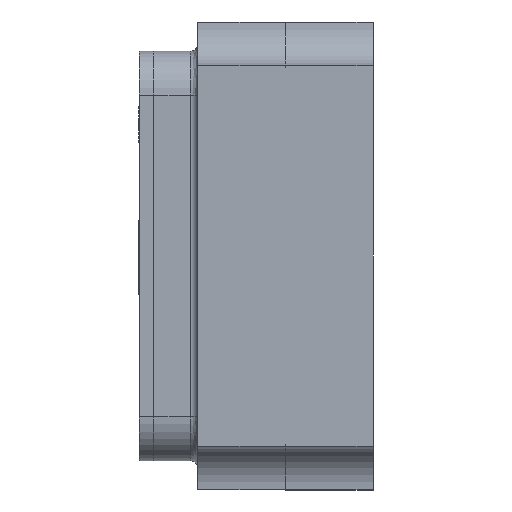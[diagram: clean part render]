
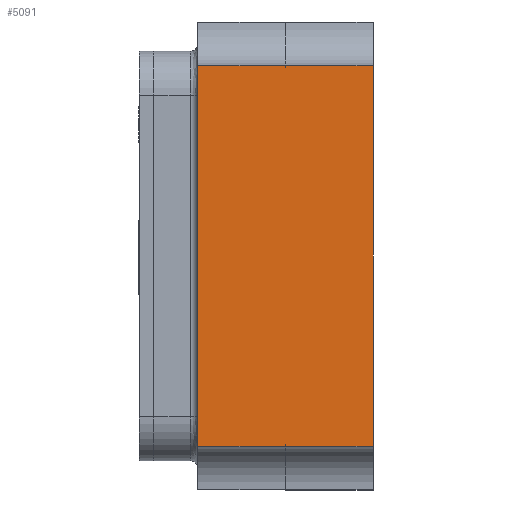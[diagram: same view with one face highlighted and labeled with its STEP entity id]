
A CAD part, left-side view. The second image highlights one B-rep face of the part: STEP entity #5091.
In plain terms, the highlighted planar face has unit normal (-1, 0, 0).
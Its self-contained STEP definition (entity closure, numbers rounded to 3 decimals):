
#91 = VECTOR ( 'NONE', #2965, 1000. ) ;
#888 = CARTESIAN_POINT ( 'NONE',  ( -1., 0.6, 0.65 ) ) ;
#922 = ORIENTED_EDGE ( 'NONE', *, *, #7394, .T. ) ;
#1177 = CARTESIAN_POINT ( 'NONE',  ( -1., 0.6, 0.65 ) ) ;
#1204 = DIRECTION ( 'NONE',  ( 0., -1., 0. ) ) ;
#1422 = CARTESIAN_POINT ( 'NONE',  ( -1., 0.3, -0.65 ) ) ;
#1427 = LINE ( 'NONE', #1177, #1647 ) ;
#1647 = VECTOR ( 'NONE', #1204, 1000. ) ;
#1762 = VECTOR ( 'NONE', #4333, 1000. ) ;
#1822 = VERTEX_POINT ( 'NONE', #888 ) ;
#1951 = CARTESIAN_POINT ( 'NONE',  ( -1., 0., -0.65 ) ) ;
#1972 = LINE ( 'NONE', #4424, #1762 ) ;
#2151 = VECTOR ( 'NONE', #8561, 1000. ) ;
#2169 = ORIENTED_EDGE ( 'NONE', *, *, #4951, .F. ) ;
#2322 = LINE ( 'NONE', #3453, #7960 ) ;
#2435 = VERTEX_POINT ( 'NONE', #4545 ) ;
#2448 = ORIENTED_EDGE ( 'NONE', *, *, #2662, .F. ) ;
#2662 = EDGE_CURVE ( 'NONE', #3137, #8819, #2322, .T. ) ;
#2965 = DIRECTION ( 'NONE',  ( 0., 1., 0. ) ) ;
#3123 = ORIENTED_EDGE ( 'NONE', *, *, #7031, .F. ) ;
#3127 = DIRECTION ( 'NONE',  ( 0., 1., 0. ) ) ;
#3137 = VERTEX_POINT ( 'NONE', #1951 ) ;
#3219 = CARTESIAN_POINT ( 'NONE',  ( -1., 0.6, -0.65 ) ) ;
#3277 = DIRECTION ( 'NONE',  ( 0., 1., 0. ) ) ;
#3453 = CARTESIAN_POINT ( 'NONE',  ( -1., 0.6, -0.65 ) ) ;
#3718 = EDGE_CURVE ( 'NONE', #8819, #2435, #4790, .T. ) ;
#4085 = EDGE_LOOP ( 'NONE', ( #8725, #2448, #3123, #2169, #922, #5459 ) ) ;
#4333 = DIRECTION ( 'NONE',  ( 0., 0., 1. ) ) ;
#4424 = CARTESIAN_POINT ( 'NONE',  ( -1., 0.6, 0.8 ) ) ;
#4545 = CARTESIAN_POINT ( 'NONE',  ( -1., 0.6, -0.65 ) ) ;
#4666 = EDGE_CURVE ( 'NONE', #2435, #1822, #1972, .T. ) ;
#4790 = LINE ( 'NONE', #3219, #8374 ) ;
#4951 = EDGE_CURVE ( 'NONE', #7358, #7685, #1427, .T. ) ;
#5091 = ADVANCED_FACE ( 'NONE', ( #8354 ), #6709, .F. ) ;
#5202 = CARTESIAN_POINT ( 'NONE',  ( -1., 0., 0.65 ) ) ;
#5365 = LINE ( 'NONE', #7036, #91 ) ;
#5459 = ORIENTED_EDGE ( 'NONE', *, *, #4666, .F. ) ;
#6580 = CARTESIAN_POINT ( 'NONE',  ( -1., 0., -0.8 ) ) ;
#6593 = DIRECTION ( 'NONE',  ( 0., 0., -1. ) ) ;
#6649 = DIRECTION ( 'NONE',  ( 1., 0., 0. ) ) ;
#6698 = CARTESIAN_POINT ( 'NONE',  ( -1., 0.6, -0.8 ) ) ;
#6709 = PLANE ( 'NONE',  #8611 ) ;
#7031 = EDGE_CURVE ( 'NONE', #7685, #3137, #7398, .T. ) ;
#7036 = CARTESIAN_POINT ( 'NONE',  ( -1., -0.001, 0.65 ) ) ;
#7358 = VERTEX_POINT ( 'NONE', #7680 ) ;
#7394 = EDGE_CURVE ( 'NONE', #7358, #1822, #5365, .T. ) ;
#7398 = LINE ( 'NONE', #6580, #2151 ) ;
#7680 = CARTESIAN_POINT ( 'NONE',  ( -1., 0.3, 0.65 ) ) ;
#7685 = VERTEX_POINT ( 'NONE', #5202 ) ;
#7960 = VECTOR ( 'NONE', #3127, 1000. ) ;
#8354 = FACE_OUTER_BOUND ( 'NONE', #4085, .T. ) ;
#8374 = VECTOR ( 'NONE', #3277, 1000. ) ;
#8561 = DIRECTION ( 'NONE',  ( 0., 0., -1. ) ) ;
#8611 = AXIS2_PLACEMENT_3D ( 'NONE', #6698, #6649, #6593 ) ;
#8725 = ORIENTED_EDGE ( 'NONE', *, *, #3718, .F. ) ;
#8819 = VERTEX_POINT ( 'NONE', #1422 ) ;
